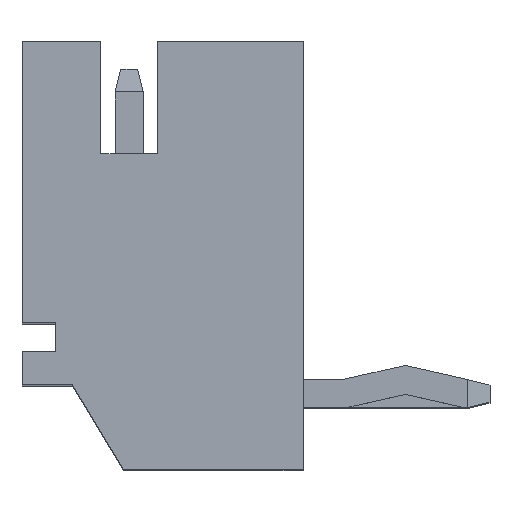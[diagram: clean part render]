
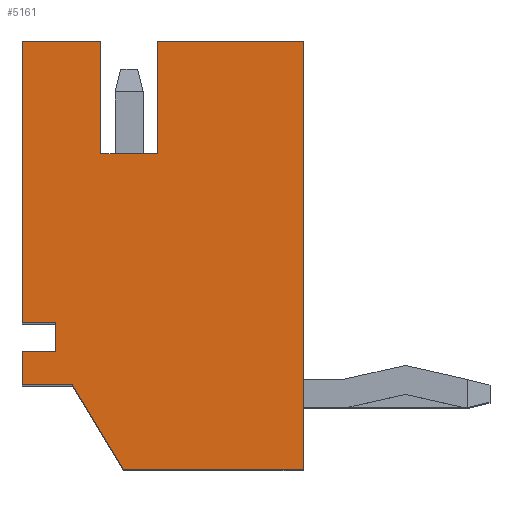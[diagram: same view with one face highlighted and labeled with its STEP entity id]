
A CAD part, top view. The second image highlights one B-rep face of the part: STEP entity #5161.
In plain terms, the highlighted planar face has unit normal (0, 0, 1).
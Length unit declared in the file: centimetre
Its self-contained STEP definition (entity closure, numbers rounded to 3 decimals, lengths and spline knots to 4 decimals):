
#312=FACE_OUTER_BOUND('',#588,.T.);
#588=EDGE_LOOP('',(#4406,#4407,#4408,#4409,#4410,#4411,#4412,#4413,#4414,
#4415,#4416,#4417,#4418,#4419));
#993=LINE('',#7609,#1679);
#1223=LINE('',#8094,#1909);
#1225=LINE('',#8098,#1911);
#1227=LINE('',#8102,#1913);
#1230=LINE('',#8108,#1916);
#1232=LINE('',#8112,#1918);
#1234=LINE('',#8116,#1920);
#1236=LINE('',#8119,#1922);
#1237=LINE('',#8122,#1923);
#1238=LINE('',#8124,#1924);
#1239=LINE('',#8126,#1925);
#1240=LINE('',#8128,#1926);
#1241=LINE('',#8130,#1927);
#1242=LINE('',#8131,#1928);
#1679=VECTOR('',#6188,0.26);
#1909=VECTOR('',#6632,0.76);
#1911=VECTOR('',#6636,0.32);
#1913=VECTOR('',#6640,0.1749);
#1916=VECTOR('',#6645,0.14);
#1918=VECTOR('',#6649,0.2);
#1920=VECTOR('',#6653,0.1);
#1922=VECTOR('',#6657,0.2);
#1923=VECTOR('',#6660,0.09);
#1924=VECTOR('',#6661,0.5);
#1925=VECTOR('',#6662,0.06);
#1926=VECTOR('',#6663,0.05);
#1927=VECTOR('',#6664,0.06);
#1928=VECTOR('',#6665,0.06);
#2258=VERTEX_POINT('',#7606);
#2259=VERTEX_POINT('',#7608);
#2407=VERTEX_POINT('',#8093);
#2408=VERTEX_POINT('',#8097);
#2409=VERTEX_POINT('',#8101);
#2410=VERTEX_POINT('',#8105);
#2411=VERTEX_POINT('',#8107);
#2412=VERTEX_POINT('',#8111);
#2413=VERTEX_POINT('',#8115);
#2414=VERTEX_POINT('',#8121);
#2415=VERTEX_POINT('',#8123);
#2416=VERTEX_POINT('',#8125);
#2417=VERTEX_POINT('',#8127);
#2418=VERTEX_POINT('',#8129);
#2843=EDGE_CURVE('',#2259,#2258,#993,.T.);
#3090=EDGE_CURVE('',#2407,#2259,#1223,.T.);
#3092=EDGE_CURVE('',#2408,#2407,#1225,.T.);
#3094=EDGE_CURVE('',#2409,#2408,#1227,.T.);
#3097=EDGE_CURVE('',#2411,#2410,#1230,.T.);
#3099=EDGE_CURVE('',#2412,#2411,#1232,.T.);
#3101=EDGE_CURVE('',#2413,#2412,#1234,.T.);
#3103=EDGE_CURVE('',#2258,#2413,#1236,.T.);
#3104=EDGE_CURVE('',#2414,#2409,#1237,.T.);
#3105=EDGE_CURVE('',#2410,#2415,#1238,.T.);
#3106=EDGE_CURVE('',#2415,#2416,#1239,.T.);
#3107=EDGE_CURVE('',#2416,#2417,#1240,.T.);
#3108=EDGE_CURVE('',#2417,#2418,#1241,.T.);
#3109=EDGE_CURVE('',#2418,#2414,#1242,.T.);
#4406=ORIENTED_EDGE('',*,*,#3104,.T.);
#4407=ORIENTED_EDGE('',*,*,#3094,.T.);
#4408=ORIENTED_EDGE('',*,*,#3092,.T.);
#4409=ORIENTED_EDGE('',*,*,#3090,.T.);
#4410=ORIENTED_EDGE('',*,*,#2843,.T.);
#4411=ORIENTED_EDGE('',*,*,#3103,.T.);
#4412=ORIENTED_EDGE('',*,*,#3101,.T.);
#4413=ORIENTED_EDGE('',*,*,#3099,.T.);
#4414=ORIENTED_EDGE('',*,*,#3097,.T.);
#4415=ORIENTED_EDGE('',*,*,#3105,.T.);
#4416=ORIENTED_EDGE('',*,*,#3106,.T.);
#4417=ORIENTED_EDGE('',*,*,#3107,.T.);
#4418=ORIENTED_EDGE('',*,*,#3108,.T.);
#4419=ORIENTED_EDGE('',*,*,#3109,.T.);
#4894=PLANE('',#5472);
#5161=ADVANCED_FACE('',(#312),#4894,.T.);
#5472=AXIS2_PLACEMENT_3D('',#8120,#6658,#6659);
#6188=DIRECTION('',(-1.,0.,0.));
#6632=DIRECTION('',(0.,1.,0.));
#6636=DIRECTION('',(1.,0.,0.));
#6640=DIRECTION('',(0.514,-0.857,0.));
#6645=DIRECTION('',(-1.,0.,0.));
#6649=DIRECTION('',(0.,1.,0.));
#6653=DIRECTION('',(-1.,0.,0.));
#6657=DIRECTION('',(0.,-1.,0.));
#6658=DIRECTION('center_axis',(0.,0.,
1.));
#6659=DIRECTION('ref_axis',(1.,0.,0.));
#6660=DIRECTION('',(1.,0.,0.));
#6661=DIRECTION('',(0.,-1.,0.));
#6662=DIRECTION('',(1.,0.,0.));
#6663=DIRECTION('',(0.,-1.,0.));
#6664=DIRECTION('',(-1.,0.,0.));
#6665=DIRECTION('',(0.,-1.,0.));
#7606=CARTESIAN_POINT('',(-1.3967,0.3185,0.4926));
#7608=CARTESIAN_POINT('',(-1.1367,0.3185,0.4926));
#7609=CARTESIAN_POINT('',(-1.1367,0.3185,0.4926));
#8093=CARTESIAN_POINT('',(-1.1367,-0.4415,0.4926));
#8094=CARTESIAN_POINT('',(-1.1367,-0.4415,0.4926));
#8097=CARTESIAN_POINT('',(-1.4567,-0.4415,0.4926));
#8098=CARTESIAN_POINT('',(-1.4567,-0.4415,0.4926));
#8101=CARTESIAN_POINT('',(-1.5467,-0.2915,0.4926));
#8102=CARTESIAN_POINT('',(-1.5467,-0.2915,0.4926));
#8105=CARTESIAN_POINT('',(-1.6367,0.3185,0.4926));
#8107=CARTESIAN_POINT('',(-1.4967,0.3185,0.4926));
#8108=CARTESIAN_POINT('',(-1.4967,0.3185,0.4926));
#8111=CARTESIAN_POINT('',(-1.4967,0.1185,0.4926));
#8112=CARTESIAN_POINT('',(-1.4967,0.1185,0.4926));
#8115=CARTESIAN_POINT('',(-1.3967,0.1185,0.4926));
#8116=CARTESIAN_POINT('',(-1.3967,0.1185,0.4926));
#8119=CARTESIAN_POINT('',(-1.3967,0.3185,0.4926));
#8120=CARTESIAN_POINT('Origin',(-1.3933,-0.0229,0.4926));
#8121=CARTESIAN_POINT('',(-1.6367,-0.2915,0.4926));
#8122=CARTESIAN_POINT('',(-1.6367,-0.2915,0.4926));
#8123=CARTESIAN_POINT('',(-1.6367,-0.1815,0.4926));
#8124=CARTESIAN_POINT('',(-1.6367,0.3185,0.4926));
#8125=CARTESIAN_POINT('',(-1.5767,-0.1815,0.4926));
#8126=CARTESIAN_POINT('',(-1.6367,-0.1815,0.4926));
#8127=CARTESIAN_POINT('',(-1.5767,-0.2315,0.4926));
#8128=CARTESIAN_POINT('',(-1.5767,-0.1815,0.4926));
#8129=CARTESIAN_POINT('',(-1.6367,-0.2315,0.4926));
#8130=CARTESIAN_POINT('',(-1.5767,-0.2315,0.4926));
#8131=CARTESIAN_POINT('',(-1.6367,-0.2315,0.4926));
